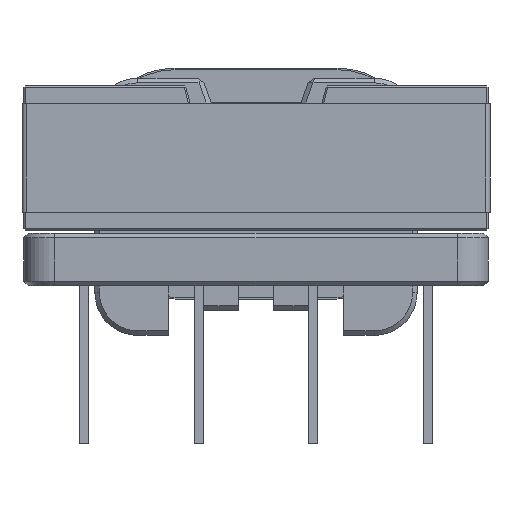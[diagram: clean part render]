
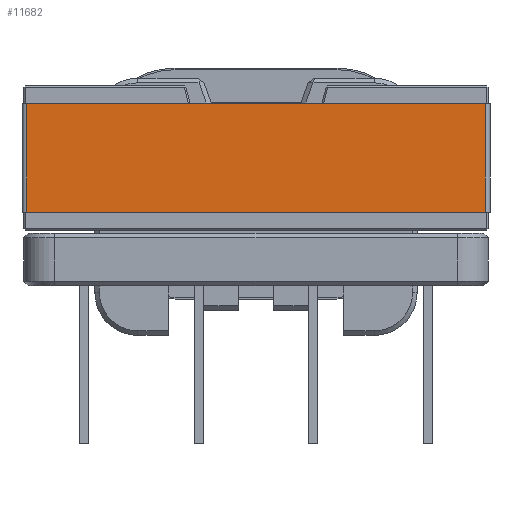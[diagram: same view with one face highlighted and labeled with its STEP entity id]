
A CAD part, left-side view. The second image highlights one B-rep face of the part: STEP entity #11682.
In plain terms, the highlighted planar face has unit normal (-1, 0, 0).
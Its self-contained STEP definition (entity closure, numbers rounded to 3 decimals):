
#866=FACE_OUTER_BOUND('',#1523,.T.);
#1523=EDGE_LOOP('',(#9841,#9842,#9843,#9844));
#2932=LINE('',#18450,#4344);
#2936=LINE('',#18460,#4348);
#2937=LINE('',#18464,#4349);
#2938=LINE('',#18465,#4350);
#4344=VECTOR('',#15327,14.8);
#4348=VECTOR('',#15337,3.488);
#4349=VECTOR('',#15342,3.488);
#4350=VECTOR('',#15343,14.8);
#5293=VERTEX_POINT('',#18447);
#5294=VERTEX_POINT('',#18449);
#5297=VERTEX_POINT('',#18459);
#5298=VERTEX_POINT('',#18463);
#6823=EDGE_CURVE('',#5293,#5294,#2932,.T.);
#6828=EDGE_CURVE('',#5294,#5297,#2936,.T.);
#6830=EDGE_CURVE('',#5293,#5298,#2937,.T.);
#6831=EDGE_CURVE('',#5297,#5298,#2938,.T.);
#9841=ORIENTED_EDGE('',*,*,#6823,.F.);
#9842=ORIENTED_EDGE('',*,*,#6830,.T.);
#9843=ORIENTED_EDGE('',*,*,#6831,.F.);
#9844=ORIENTED_EDGE('',*,*,#6828,.F.);
#10467=PLANE('',#12438);
#11682=ADVANCED_FACE('',(#866),#10467,.T.);
#12438=AXIS2_PLACEMENT_3D('',#18462,#15340,#15341);
#15327=DIRECTION('',(0.,1.,0.));
#15337=DIRECTION('',(0.,0.,1.));
#15340=DIRECTION('center_axis',(-1.,0.,0.));
#15341=DIRECTION('ref_axis',(0.,-1.,0.));
#15342=DIRECTION('',(0.,0.,1.));
#15343=DIRECTION('',(0.,-1.,0.));
#18447=CARTESIAN_POINT('',(-7.55,-7.4,3.981));
#18449=CARTESIAN_POINT('',(-7.55,7.4,3.981));
#18450=CARTESIAN_POINT('',(-7.55,-7.4,3.981));
#18459=CARTESIAN_POINT('',(-7.55,7.4,7.469));
#18460=CARTESIAN_POINT('',(-7.55,7.4,3.981));
#18462=CARTESIAN_POINT('Origin',(-7.55,7.4,3.981));
#18463=CARTESIAN_POINT('',(-7.55,-7.4,7.469));
#18464=CARTESIAN_POINT('',(-7.55,-7.4,3.981));
#18465=CARTESIAN_POINT('',(-7.55,-7.4,7.469));
